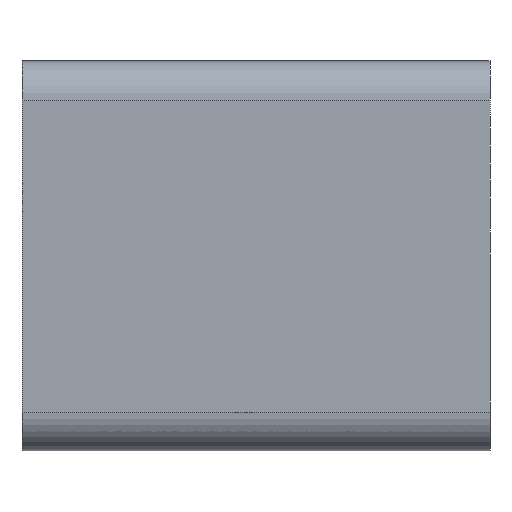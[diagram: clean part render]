
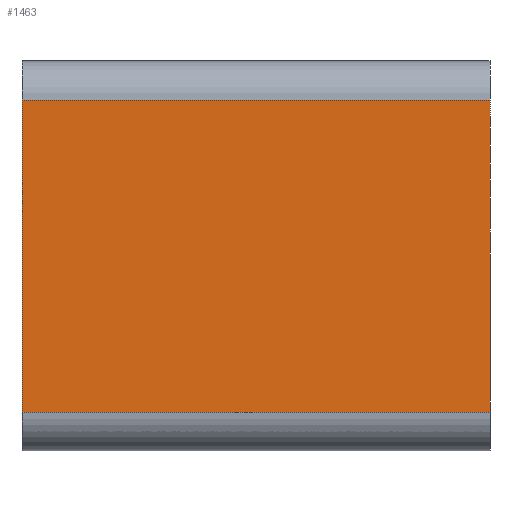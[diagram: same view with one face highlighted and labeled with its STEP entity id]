
A CAD part, front view. The second image highlights one B-rep face of the part: STEP entity #1463.
In plain terms, the highlighted face is planar.
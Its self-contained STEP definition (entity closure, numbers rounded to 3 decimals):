
#31=LINE('',#1955,#131);
#54=LINE('',#2027,#154);
#65=LINE('',#2059,#165);
#66=LINE('',#2061,#166);
#131=VECTOR('',#1643,1000.);
#154=VECTOR('',#1694,1000.);
#165=VECTOR('',#1729,1000.);
#166=VECTOR('',#1732,1000.);
#234=PLANE('',#1553);
#341=ORIENTED_EDGE('',*,*,#565,.T.);
#342=ORIENTED_EDGE('',*,*,#618,.F.);
#343=ORIENTED_EDGE('',*,*,#600,.F.);
#344=ORIENTED_EDGE('',*,*,#617,.T.);
#565=EDGE_CURVE('',#712,#711,#31,.T.);
#600=EDGE_CURVE('',#746,#747,#54,.T.);
#617=EDGE_CURVE('',#746,#712,#65,.T.);
#618=EDGE_CURVE('',#747,#711,#66,.T.);
#711=VERTEX_POINT('',#1954);
#712=VERTEX_POINT('',#1956);
#746=VERTEX_POINT('',#2026);
#747=VERTEX_POINT('',#2028);
#866=EDGE_LOOP('',(#341,#342,#343,#344));
#947=FACE_BOUND('',#866,.T.);
#1463=ADVANCED_FACE('',(#947),#234,.F.);
#1553=AXIS2_PLACEMENT_3D('',#2060,#1730,#1731);
#1643=DIRECTION('',(1.,0.,0.));
#1694=DIRECTION('',(1.,0.,0.));
#1729=DIRECTION('',(0.,-1.,0.));
#1730=DIRECTION('',(0.,0.,-1.));
#1731=DIRECTION('',(-1.,0.,0.));
#1732=DIRECTION('',(0.,-1.,0.));
#1954=CARTESIAN_POINT('',(12.,-18.,27.));
#1955=CARTESIAN_POINT('',(-12.,-18.,27.));
#1956=CARTESIAN_POINT('',(-12.,-18.,27.));
#2026=CARTESIAN_POINT('',(-12.,18.,27.));
#2027=CARTESIAN_POINT('',(-12.,18.,27.));
#2028=CARTESIAN_POINT('',(12.,18.,27.));
#2059=CARTESIAN_POINT('',(-12.,18.,27.));
#2060=CARTESIAN_POINT('',(-12.,18.,27.));
#2061=CARTESIAN_POINT('',(12.,18.,27.));
